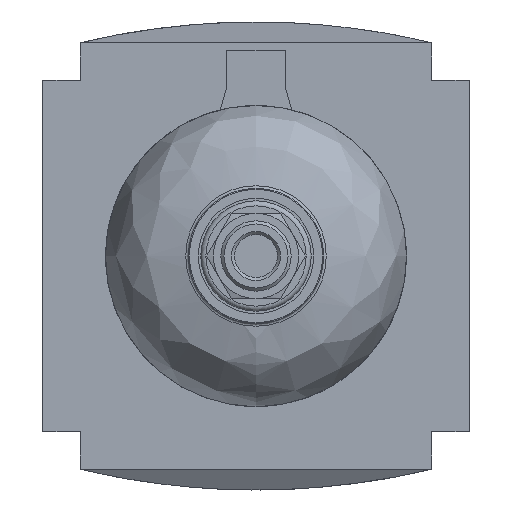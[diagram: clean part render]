
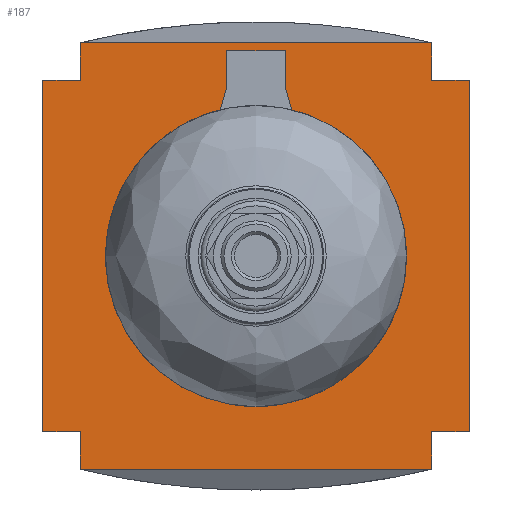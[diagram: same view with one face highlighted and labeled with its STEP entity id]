
A CAD part, front view. The second image highlights one B-rep face of the part: STEP entity #187.
In plain terms, the highlighted planar face has unit normal (0, -1, 0).
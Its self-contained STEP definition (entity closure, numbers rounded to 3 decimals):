
#187 = ADVANCED_FACE( '', ( #480 ), #481, .F. );
#480 = FACE_OUTER_BOUND( '', #1057, .T. );
#481 = PLANE( '', #1058 );
#1057 = EDGE_LOOP( '', ( #1829, #1830, #1831, #1832, #1833, #1834, #1835, #1836, #1837, #1838, #1839, #1840 ) );
#1058 = AXIS2_PLACEMENT_3D( '', #1841, #1842, #1843 );
#1829 = ORIENTED_EDGE( '', *, *, #3878, .F. );
#1830 = ORIENTED_EDGE( '', *, *, #3911, .F. );
#1831 = ORIENTED_EDGE( '', *, *, #3912, .F. );
#1832 = ORIENTED_EDGE( '', *, *, #3913, .T. );
#1833 = ORIENTED_EDGE( '', *, *, #3872, .F. );
#1834 = ORIENTED_EDGE( '', *, *, #3914, .T. );
#1835 = ORIENTED_EDGE( '', *, *, #3800, .F. );
#1836 = ORIENTED_EDGE( '', *, *, #3915, .T. );
#1837 = ORIENTED_EDGE( '', *, *, #3916, .T. );
#1838 = ORIENTED_EDGE( '', *, *, #3917, .F. );
#1839 = ORIENTED_EDGE( '', *, *, #3892, .F. );
#1840 = ORIENTED_EDGE( '', *, *, #3918, .T. );
#1841 = CARTESIAN_POINT( '', ( 0., -51., -103.36 ) );
#1842 = DIRECTION( '', ( 0., 1., 0. ) );
#1843 = DIRECTION( '', ( 0., 0., 1. ) );
#3800 = EDGE_CURVE( '', #4492, #4472, #4494, .T. );
#3872 = EDGE_CURVE( '', #4468, #4629, #4630, .T. );
#3878 = EDGE_CURVE( '', #4638, #4641, #4642, .T. );
#3892 = EDGE_CURVE( '', #4667, #4655, #4669, .T. );
#3911 = EDGE_CURVE( '', #4700, #4638, #4701, .T. );
#3912 = EDGE_CURVE( '', #4702, #4700, #4703, .T. );
#3913 = EDGE_CURVE( '', #4702, #4629, #4704, .T. );
#3914 = EDGE_CURVE( '', #4468, #4472, #4705, .T. );
#3915 = EDGE_CURVE( '', #4492, #4706, #4707, .T. );
#3916 = EDGE_CURVE( '', #4706, #4708, #4709, .T. );
#3917 = EDGE_CURVE( '', #4655, #4708, #4710, .T. );
#3918 = EDGE_CURVE( '', #4667, #4641, #4711, .T. );
#4468 = VERTEX_POINT( '', #5604 );
#4472 = VERTEX_POINT( '', #5609 );
#4492 = VERTEX_POINT( '', #5636 );
#4494 = LINE( '', #5639, #5640 );
#4629 = VERTEX_POINT( '', #5824 );
#4630 = LINE( '', #5825, #5826 );
#4638 = VERTEX_POINT( '', #5838 );
#4641 = VERTEX_POINT( '', #5842 );
#4642 = LINE( '', #5843, #5844 );
#4655 = VERTEX_POINT( '', #5863 );
#4667 = VERTEX_POINT( '', #5881 );
#4669 = LINE( '', #5884, #5885 );
#4700 = VERTEX_POINT( '', #5930 );
#4701 = LINE( '', #5931, #5932 );
#4702 = VERTEX_POINT( '', #5933 );
#4703 = LINE( '', #5934, #5935 );
#4704 = LINE( '', #5936, #5937 );
#4705 = LINE( '', #5938, #5939 );
#4706 = VERTEX_POINT( '', #5940 );
#4707 = LINE( '', #5941, #5942 );
#4708 = VERTEX_POINT( '', #5943 );
#4709 = LINE( '', #5944, #5945 );
#4710 = LINE( '', #5946, #5947 );
#4711 = LINE( '', #5948, #5949 );
#5604 = CARTESIAN_POINT( '', ( 35., -51., 42.5 ) );
#5609 = CARTESIAN_POINT( '', ( -35., -51., 42.5 ) );
#5636 = CARTESIAN_POINT( '', ( -35., -51., 35. ) );
#5639 = CARTESIAN_POINT( '', ( -35., -51., -42.5 ) );
#5640 = VECTOR( '', #7360, 1000. );
#5824 = CARTESIAN_POINT( '', ( 35., -51., 35. ) );
#5825 = CARTESIAN_POINT( '', ( 35., -51., 42.5 ) );
#5826 = VECTOR( '', #7476, 1000. );
#5838 = CARTESIAN_POINT( '', ( 35., -51., -35. ) );
#5842 = CARTESIAN_POINT( '', ( 35., -51., -42.5 ) );
#5843 = CARTESIAN_POINT( '', ( 35., -51., 42.5 ) );
#5844 = VECTOR( '', #7482, 1000. );
#5863 = CARTESIAN_POINT( '', ( -35., -51., -35. ) );
#5881 = CARTESIAN_POINT( '', ( -35., -51., -42.5 ) );
#5884 = CARTESIAN_POINT( '', ( -35., -51., -42.5 ) );
#5885 = VECTOR( '', #7496, 1000. );
#5930 = CARTESIAN_POINT( '', ( 42.5, -51., -35. ) );
#5931 = CARTESIAN_POINT( '', ( 42.5, -51., -35. ) );
#5932 = VECTOR( '', #7523, 1000. );
#5933 = CARTESIAN_POINT( '', ( 42.5, -51., 35. ) );
#5934 = CARTESIAN_POINT( '', ( 42.5, -51., 35. ) );
#5935 = VECTOR( '', #7524, 1000. );
#5936 = CARTESIAN_POINT( '', ( 42.5, -51., 35. ) );
#5937 = VECTOR( '', #7525, 1000. );
#5938 = CARTESIAN_POINT( '', ( 0., -51., 42.5 ) );
#5939 = VECTOR( '', #7526, 1000. );
#5940 = CARTESIAN_POINT( '', ( -42.5, -51., 35. ) );
#5941 = CARTESIAN_POINT( '', ( 42.5, -51., 35. ) );
#5942 = VECTOR( '', #7527, 1000. );
#5943 = CARTESIAN_POINT( '', ( -42.5, -51., -35. ) );
#5944 = CARTESIAN_POINT( '', ( -42.5, -51., 35. ) );
#5945 = VECTOR( '', #7528, 1000. );
#5946 = CARTESIAN_POINT( '', ( 42.5, -51., -35. ) );
#5947 = VECTOR( '', #7529, 1000. );
#5948 = CARTESIAN_POINT( '', ( 0., -51., -42.5 ) );
#5949 = VECTOR( '', #7530, 1000. );
#7360 = DIRECTION( '', ( 0., 0., 1. ) );
#7476 = DIRECTION( '', ( 0., 0., -1. ) );
#7482 = DIRECTION( '', ( 0., 0., -1. ) );
#7496 = DIRECTION( '', ( 0., 0., 1. ) );
#7523 = DIRECTION( '', ( -1., 0., 0. ) );
#7524 = DIRECTION( '', ( 0., 0., -1. ) );
#7525 = DIRECTION( '', ( -1., 0., 0. ) );
#7526 = DIRECTION( '', ( -1., 0., 0. ) );
#7527 = DIRECTION( '', ( -1., 0., 0. ) );
#7528 = DIRECTION( '', ( 0., 0., -1. ) );
#7529 = DIRECTION( '', ( -1., 0., 0. ) );
#7530 = DIRECTION( '', ( 1., 0., 0. ) );
